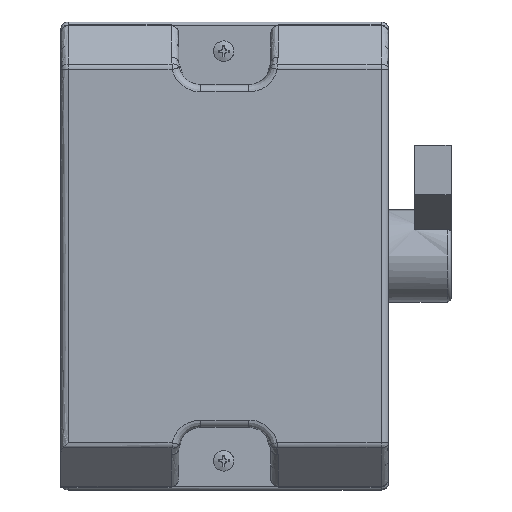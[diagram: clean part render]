
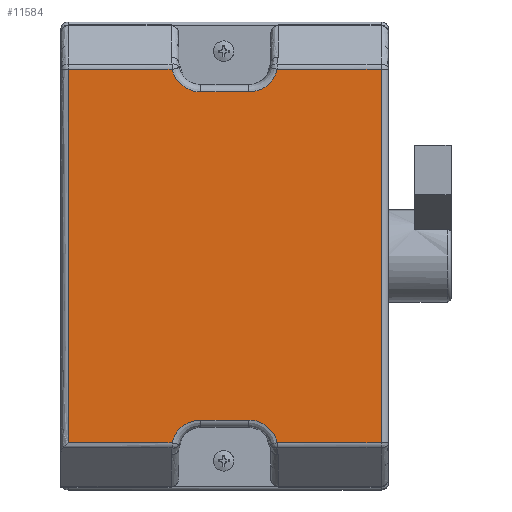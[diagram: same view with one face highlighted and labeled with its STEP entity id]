
A CAD part, front view. The second image highlights one B-rep face of the part: STEP entity #11584.
In plain terms, the highlighted free-form (B-spline) face has degree [1, 1] with [2, 2] control points.
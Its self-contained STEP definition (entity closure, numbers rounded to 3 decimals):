
#10947 = VERTEX_POINT('',#10948);
#10948 = CARTESIAN_POINT('',(-19.523,-34.709,
    -69.243));
#10980 = VERTEX_POINT('',#10981);
#10981 = CARTESIAN_POINT('',(19.523,-34.709,
    -69.243));
#11042 = EDGE_CURVE('',#10947,#11043,#11045,.T.);
#11043 = VERTEX_POINT('',#11044);
#11044 = CARTESIAN_POINT('',(-58.009,-34.709,
    -69.243));
#11045 = B_SPLINE_CURVE_WITH_KNOTS('',1,(#11046,#11047),.UNSPECIFIED.,
  .F.,.F.,(2,2),(25.399,53.563),.PIECEWISE_BEZIER_KNOTS.);
#11046 = CARTESIAN_POINT('',(-19.523,-34.709,
    -69.243));
#11047 = CARTESIAN_POINT('',(-58.009,-34.709,
    -69.243));
#11067 = VERTEX_POINT('',#11068);
#11068 = CARTESIAN_POINT('',(58.009,-34.709,
    -69.243));
#11104 = VERTEX_POINT('',#11105);
#11105 = CARTESIAN_POINT('',(-58.009,-34.709,
    69.243));
#11130 = EDGE_CURVE('',#11043,#11104,#11131,.T.);
#11131 = B_SPLINE_CURVE_WITH_KNOTS('',1,(#11132,#11133),.UNSPECIFIED.,
  .F.,.F.,(2,2),(-18.922,82.422),
  .PIECEWISE_BEZIER_KNOTS.);
#11132 = CARTESIAN_POINT('',(-58.009,-34.709,
    -69.243));
#11133 = CARTESIAN_POINT('',(-58.009,-34.709,
    69.243));
#11154 = VERTEX_POINT('',#11155);
#11155 = CARTESIAN_POINT('',(58.009,-34.709,
    69.243));
#11184 = VERTEX_POINT('',#11185);
#11185 = CARTESIAN_POINT('',(-19.523,-34.709,
    69.243));
#11217 = VERTEX_POINT('',#11218);
#11218 = CARTESIAN_POINT('',(19.523,-34.709,
    69.243));
#11252 = EDGE_CURVE('',#11217,#11154,#11253,.T.);
#11253 = B_SPLINE_CURVE_WITH_KNOTS('',1,(#11254,#11255),.UNSPECIFIED.,
  .F.,.F.,(2,2),(25.399,53.563),.PIECEWISE_BEZIER_KNOTS.);
#11254 = CARTESIAN_POINT('',(19.523,-34.709,
    69.243));
#11255 = CARTESIAN_POINT('',(58.009,-34.709,
    69.243));
#11296 = VERTEX_POINT('',#11297);
#11297 = CARTESIAN_POINT('',(8.882,-34.709,
    60.818));
#11303 = EDGE_CURVE('',#11296,#11217,#11304,.T.);
#11304 = ( BOUNDED_CURVE() B_SPLINE_CURVE(2,(#11305,#11306,#11307),
.UNSPECIFIED.,.F.,.F.) B_SPLINE_CURVE_WITH_KNOTS((3,3),(5.582,
6.921),.PIECEWISE_BEZIER_KNOTS.) CURVE() 
GEOMETRIC_REPRESENTATION_ITEM() RATIONAL_B_SPLINE_CURVE((1.,
0.784,1.)) REPRESENTATION_ITEM('') );
#11305 = CARTESIAN_POINT('',(8.882,-34.709,
    60.818));
#11306 = CARTESIAN_POINT('',(17.538,-34.709,
    60.818));
#11307 = CARTESIAN_POINT('',(19.523,-34.709,
    69.243));
#11325 = VERTEX_POINT('',#11326);
#11326 = CARTESIAN_POINT('',(-8.882,-34.709,
    60.818));
#11332 = EDGE_CURVE('',#11325,#11296,#11333,.T.);
#11333 = B_SPLINE_CURVE_WITH_KNOTS('',1,(#11334,#11335),.UNSPECIFIED.,
  .F.,.F.,(2,2),(-3.25,9.75),.PIECEWISE_BEZIER_KNOTS.);
#11334 = CARTESIAN_POINT('',(-8.882,-34.709,
    60.818));
#11335 = CARTESIAN_POINT('',(8.882,-34.709,
    60.818));
#11350 = EDGE_CURVE('',#11184,#11325,#11351,.T.);
#11351 = ( BOUNDED_CURVE() B_SPLINE_CURVE(2,(#11352,#11353,#11354),
.UNSPECIFIED.,.F.,.F.) B_SPLINE_CURVE_WITH_KNOTS((3,3),(5.645,
6.984),.PIECEWISE_BEZIER_KNOTS.) CURVE() 
GEOMETRIC_REPRESENTATION_ITEM() RATIONAL_B_SPLINE_CURVE((1.,
0.784,1.)) REPRESENTATION_ITEM('') );
#11352 = CARTESIAN_POINT('',(-19.523,-34.709,
    69.243));
#11353 = CARTESIAN_POINT('',(-17.538,-34.709,
    60.818));
#11354 = CARTESIAN_POINT('',(-8.882,-34.709,
    60.818));
#11411 = EDGE_CURVE('',#11104,#11184,#11412,.T.);
#11412 = B_SPLINE_CURVE_WITH_KNOTS('',1,(#11413,#11414),.UNSPECIFIED.,
  .F.,.F.,(2,2),(-31.338,-3.174),.PIECEWISE_BEZIER_KNOTS.);
#11413 = CARTESIAN_POINT('',(-58.009,-34.709,
    69.243));
#11414 = CARTESIAN_POINT('',(-19.523,-34.709,
    69.243));
#11427 = EDGE_CURVE('',#11154,#11067,#11428,.T.);
#11428 = B_SPLINE_CURVE_WITH_KNOTS('',1,(#11429,#11430),.UNSPECIFIED.,
  .F.,.F.,(2,2),(-18.922,82.422),
  .PIECEWISE_BEZIER_KNOTS.);
#11429 = CARTESIAN_POINT('',(58.009,-34.709,
    69.243));
#11430 = CARTESIAN_POINT('',(58.009,-34.709,
    -69.243));
#11469 = EDGE_CURVE('',#11067,#10980,#11470,.T.);
#11470 = B_SPLINE_CURVE_WITH_KNOTS('',1,(#11471,#11472),.UNSPECIFIED.,
  .F.,.F.,(2,2),(-31.338,-3.174),.PIECEWISE_BEZIER_KNOTS.);
#11471 = CARTESIAN_POINT('',(58.009,-34.709,
    -69.243));
#11472 = CARTESIAN_POINT('',(19.523,-34.709,
    -69.243));
#11485 = VERTEX_POINT('',#11486);
#11486 = CARTESIAN_POINT('',(-8.882,-34.709,
    -60.818));
#11492 = EDGE_CURVE('',#11485,#10947,#11493,.T.);
#11493 = ( BOUNDED_CURVE() B_SPLINE_CURVE(2,(#11494,#11495,#11496),
.UNSPECIFIED.,.F.,.F.) B_SPLINE_CURVE_WITH_KNOTS((3,3),(5.582,
6.921),.PIECEWISE_BEZIER_KNOTS.) CURVE() 
GEOMETRIC_REPRESENTATION_ITEM() RATIONAL_B_SPLINE_CURVE((1.,
0.784,1.)) REPRESENTATION_ITEM('') );
#11494 = CARTESIAN_POINT('',(-8.882,-34.709,
    -60.818));
#11495 = CARTESIAN_POINT('',(-17.538,-34.709,
    -60.818));
#11496 = CARTESIAN_POINT('',(-19.523,-34.709,
    -69.243));
#11514 = VERTEX_POINT('',#11515);
#11515 = CARTESIAN_POINT('',(8.882,-34.709,
    -60.818));
#11521 = EDGE_CURVE('',#11514,#11485,#11522,.T.);
#11522 = B_SPLINE_CURVE_WITH_KNOTS('',1,(#11523,#11524),.UNSPECIFIED.,
  .F.,.F.,(2,2),(-9.75,3.25),.PIECEWISE_BEZIER_KNOTS.);
#11523 = CARTESIAN_POINT('',(8.882,-34.709,
    -60.818));
#11524 = CARTESIAN_POINT('',(-8.882,-34.709,
    -60.818));
#11539 = EDGE_CURVE('',#10980,#11514,#11540,.T.);
#11540 = ( BOUNDED_CURVE() B_SPLINE_CURVE(2,(#11541,#11542,#11543),
.UNSPECIFIED.,.F.,.F.) B_SPLINE_CURVE_WITH_KNOTS((3,3),(5.645,
6.984),.PIECEWISE_BEZIER_KNOTS.) CURVE() 
GEOMETRIC_REPRESENTATION_ITEM() RATIONAL_B_SPLINE_CURVE((1.,
0.784,1.)) REPRESENTATION_ITEM('') );
#11541 = CARTESIAN_POINT('',(19.523,-34.709,
    -69.243));
#11542 = CARTESIAN_POINT('',(17.538,-34.709,
    -60.818));
#11543 = CARTESIAN_POINT('',(8.882,-34.709,
    -60.818));
#11584 = ADVANCED_FACE('',(#11585),#11599,.T.);
#11585 = FACE_BOUND('',#11586,.T.);
#11586 = EDGE_LOOP('',(#11587,#11588,#11589,#11590,#11591,#11592,#11593,
    #11594,#11595,#11596,#11597,#11598));
#11587 = ORIENTED_EDGE('',*,*,#11252,.F.);
#11588 = ORIENTED_EDGE('',*,*,#11303,.F.);
#11589 = ORIENTED_EDGE('',*,*,#11332,.F.);
#11590 = ORIENTED_EDGE('',*,*,#11350,.F.);
#11591 = ORIENTED_EDGE('',*,*,#11411,.F.);
#11592 = ORIENTED_EDGE('',*,*,#11130,.F.);
#11593 = ORIENTED_EDGE('',*,*,#11042,.F.);
#11594 = ORIENTED_EDGE('',*,*,#11492,.F.);
#11595 = ORIENTED_EDGE('',*,*,#11521,.F.);
#11596 = ORIENTED_EDGE('',*,*,#11539,.F.);
#11597 = ORIENTED_EDGE('',*,*,#11469,.F.);
#11598 = ORIENTED_EDGE('',*,*,#11427,.F.);
#11599 = B_SPLINE_SURFACE_WITH_KNOTS('',1,1,(
    (#11600,#11601)
    ,(#11602,#11603
    )),.UNSPECIFIED.,.F.,.F.,.F.,(2,2),(2,2),(-50.672,
    50.672),(-42.45,42.45),.PIECEWISE_BEZIER_KNOTS.);
#11600 = CARTESIAN_POINT('',(-58.009,-34.709,
    69.243));
#11601 = CARTESIAN_POINT('',(58.009,-34.709,
    69.243));
#11602 = CARTESIAN_POINT('',(-58.009,-34.709,
    -69.243));
#11603 = CARTESIAN_POINT('',(58.009,-34.709,
    -69.243));
